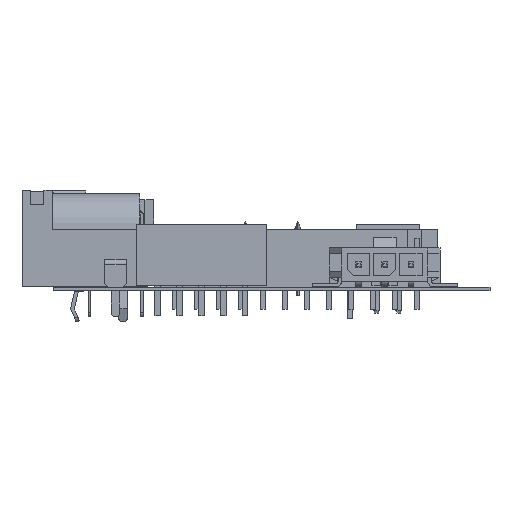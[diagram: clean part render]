
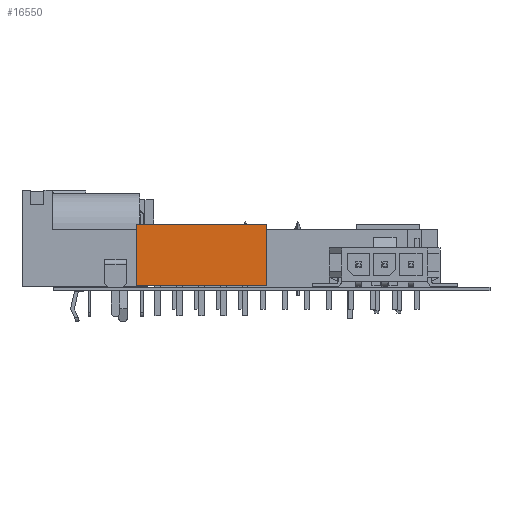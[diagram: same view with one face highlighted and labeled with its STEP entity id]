
A CAD part, front view. The second image highlights one B-rep face of the part: STEP entity #16550.
In plain terms, the highlighted face is planar.
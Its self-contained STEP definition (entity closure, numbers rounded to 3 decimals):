
#15756 = VERTEX_POINT('',#15757);
#15757 = CARTESIAN_POINT('',(-7.45,0.,-2.875));
#15763 = EDGE_CURVE('',#15764,#15756,#15766,.T.);
#15764 = VERTEX_POINT('',#15765);
#15765 = CARTESIAN_POINT('',(7.45,0.,-2.875));
#15766 = LINE('',#15767,#15768);
#15767 = CARTESIAN_POINT('',(7.45,0.,-2.875));
#15768 = VECTOR('',#15769,1.);
#15769 = DIRECTION('',(-1.,0.,0.));
#16252 = EDGE_CURVE('',#15764,#16253,#16255,.T.);
#16253 = VERTEX_POINT('',#16254);
#16254 = CARTESIAN_POINT('',(7.45,7.,-2.875));
#16255 = LINE('',#16256,#16257);
#16256 = CARTESIAN_POINT('',(7.45,0.,-2.875));
#16257 = VECTOR('',#16258,1.);
#16258 = DIRECTION('',(0.,1.,0.));
#16481 = VERTEX_POINT('',#16482);
#16482 = CARTESIAN_POINT('',(-7.45,7.,-2.875));
#16488 = EDGE_CURVE('',#15756,#16481,#16489,.T.);
#16489 = LINE('',#16490,#16491);
#16490 = CARTESIAN_POINT('',(-7.45,0.,-2.875));
#16491 = VECTOR('',#16492,1.);
#16492 = DIRECTION('',(0.,1.,0.));
#16550 = ADVANCED_FACE('',(#16551),#16562,.F.);
#16551 = FACE_BOUND('',#16552,.T.);
#16552 = EDGE_LOOP('',(#16553,#16554,#16560,#16561));
#16553 = ORIENTED_EDGE('',*,*,#16488,.T.);
#16554 = ORIENTED_EDGE('',*,*,#16555,.F.);
#16555 = EDGE_CURVE('',#16253,#16481,#16556,.T.);
#16556 = LINE('',#16557,#16558);
#16557 = CARTESIAN_POINT('',(7.45,7.,-2.875));
#16558 = VECTOR('',#16559,1.);
#16559 = DIRECTION('',(-1.,0.,0.));
#16560 = ORIENTED_EDGE('',*,*,#16252,.F.);
#16561 = ORIENTED_EDGE('',*,*,#15763,.T.);
#16562 = PLANE('',#16563);
#16563 = AXIS2_PLACEMENT_3D('',#16564,#16565,#16566);
#16564 = CARTESIAN_POINT('',(7.45,0.,-2.875));
#16565 = DIRECTION('',(0.,0.,1.));
#16566 = DIRECTION('',(1.,0.,-0.));
